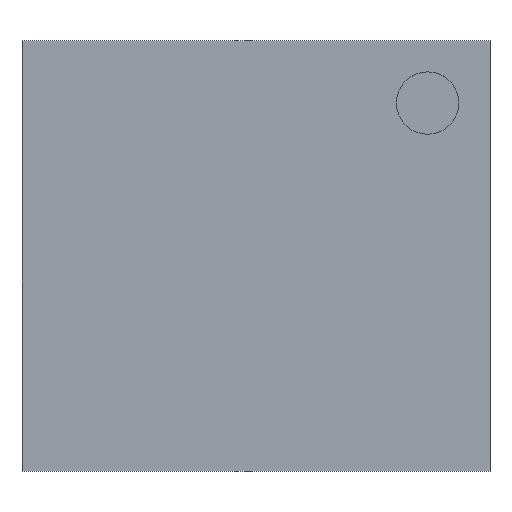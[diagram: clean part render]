
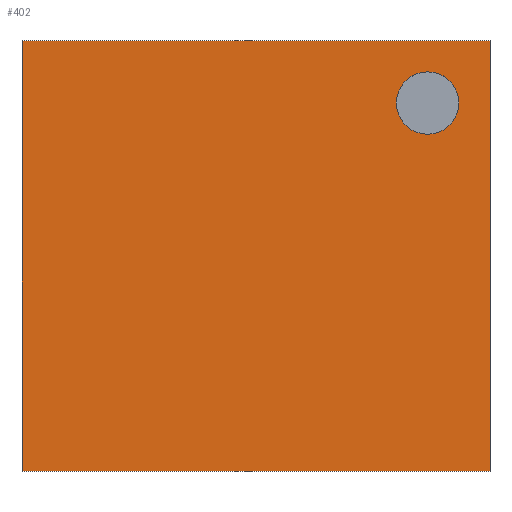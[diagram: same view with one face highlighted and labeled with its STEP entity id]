
A CAD part, top view. The second image highlights one B-rep face of the part: STEP entity #402.
In plain terms, the highlighted planar face has unit normal (0, 0, 1).
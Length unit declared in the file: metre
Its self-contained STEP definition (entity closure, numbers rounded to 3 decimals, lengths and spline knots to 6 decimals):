
#45=CIRCLE('',#642,0.000125);
#87=ORIENTED_EDGE('',*,*,#159,.F.);
#88=ORIENTED_EDGE('',*,*,#149,.F.);
#89=ORIENTED_EDGE('',*,*,#153,.T.);
#90=ORIENTED_EDGE('',*,*,#156,.T.);
#91=ORIENTED_EDGE('',*,*,#158,.F.);
#149=EDGE_CURVE('',#187,#188,#221,.T.);
#153=EDGE_CURVE('',#187,#190,#225,.T.);
#156=EDGE_CURVE('',#190,#192,#228,.T.);
#158=EDGE_CURVE('',#188,#192,#230,.T.);
#159=EDGE_CURVE('',#193,#193,#45,.T.);
#187=VERTEX_POINT('',#831);
#188=VERTEX_POINT('',#833);
#190=VERTEX_POINT('',#839);
#192=VERTEX_POINT('',#845);
#193=VERTEX_POINT('',#852);
#221=LINE('',#832,#233);
#225=LINE('',#840,#237);
#228=LINE('',#846,#240);
#230=LINE('',#849,#242);
#233=VECTOR('',#701,1.);
#237=VECTOR('',#707,1.);
#240=VECTOR('',#712,1.);
#242=VECTOR('',#716,1.);
#247=EDGE_LOOP('',(#87));
#248=EDGE_LOOP('',(#88,#89,#90,#91));
#305=FACE_BOUND('',#247,.T.);
#306=FACE_BOUND('',#248,.T.);
#363=PLANE('',#641);
#402=ADVANCED_FACE('',(#305,#306),#363,.T.);
#641=AXIS2_PLACEMENT_3D('',#850,#717,#718);
#642=AXIS2_PLACEMENT_3D('',#851,#719,#720);
#701=DIRECTION('',(0.,-1.,0.));
#707=DIRECTION('',(-1.,0.,0.));
#712=DIRECTION('',(0.,-1.,0.));
#716=DIRECTION('',(-1.,0.,0.));
#717=DIRECTION('',(0.,0.,1.));
#718=DIRECTION('',(1.,0.,0.));
#719=DIRECTION('',(0.,0.,1.));
#720=DIRECTION('',(1.,0.,0.));
#831=CARTESIAN_POINT('',(0.000938,0.000863,0.000185));
#832=CARTESIAN_POINT('',(0.000938,0.,0.000185));
#833=CARTESIAN_POINT('',(0.000938,-0.000863,0.000185));
#839=CARTESIAN_POINT('',(-0.000938,0.000863,0.000185));
#840=CARTESIAN_POINT('',(0.,0.000863,0.000185));
#845=CARTESIAN_POINT('',(-0.000938,-0.000863,0.000185));
#846=CARTESIAN_POINT('',(-0.000938,0.,0.000185));
#849=CARTESIAN_POINT('',(0.,-0.000863,0.000185));
#850=CARTESIAN_POINT('',(0.,0.,0.000185));
#851=CARTESIAN_POINT('',(0.000688,0.000613,0.000185));
#852=CARTESIAN_POINT('',(0.000813,0.000613,0.000185));
